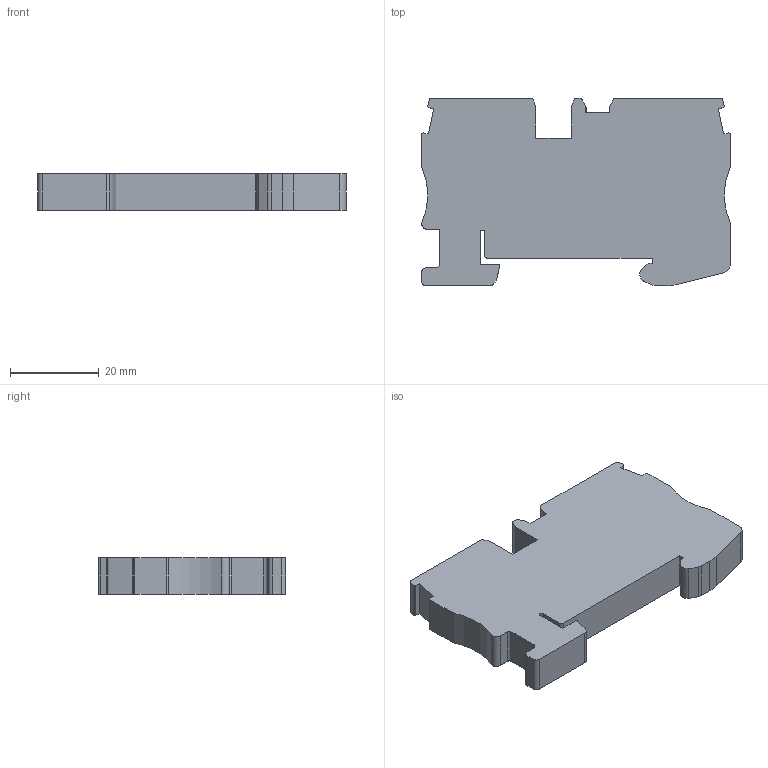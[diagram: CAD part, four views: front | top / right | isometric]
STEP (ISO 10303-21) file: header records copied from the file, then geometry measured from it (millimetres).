
FILE_DESCRIPTION(/* description */ (''),/* implementation_level */ '2;1');
FILE_NAME(/* name */ 'TC6-2-PE.stp',/* time_stamp */ '2019-06-21T09:36:26+08:00',/* author */ (''),/* organization */ (''),/* preprocessor_version */ 'ST-DEVELOPER v16',/* originating_system */ 'SIEMENS PLM Software NX 10.0',/* authorisation */ '');
FILE_SCHEMA (('CONFIG_CONTROL_DESIGN'));
Length unit declared in the file: millimetre
Products named in the file (1): SP6103T1001
Bounding box: 69.5 x 42.2 x 8.2 mm (x, y, z)
Volume: 20585.9 mm3; surface area: 7357.9 mm2
Topology: 1 solids, 1 shells, 90 faces, 263 edges, 175 vertices
Faces by surface type: plane 51, cylinder 39
Entity records: 3080 total; most frequent: CARTESIAN_POINT 529, ORIENTED_EDGE 526, DIRECTION 522, EDGE_CURVE 263, LINE 186, VECTOR 186, VERTEX_POINT 175, AXIS2_PLACEMENT_3D 168
